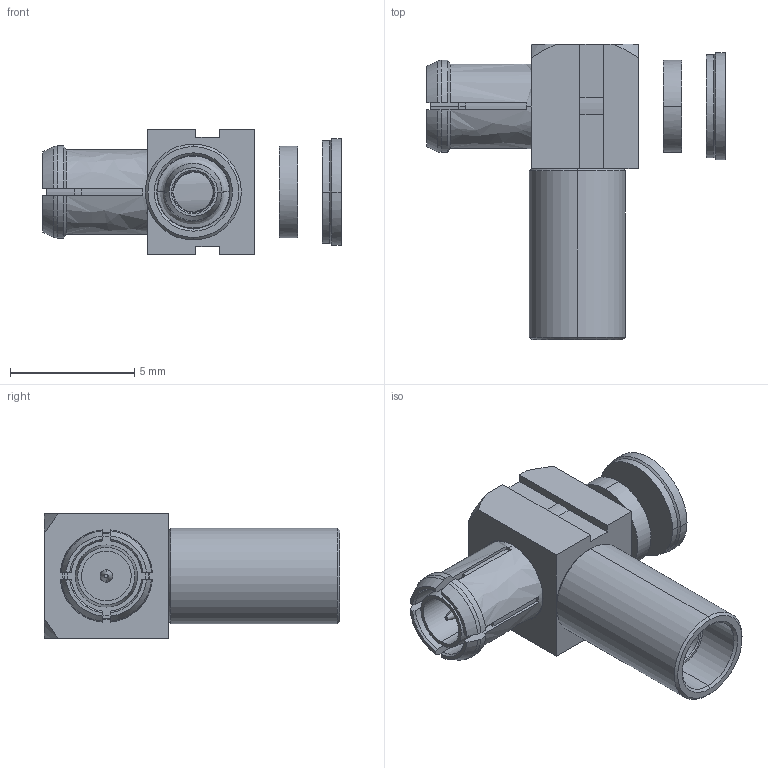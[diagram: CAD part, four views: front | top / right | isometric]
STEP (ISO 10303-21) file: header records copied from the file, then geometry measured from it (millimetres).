
FILE_DESCRIPTION (( 'STEP AP214' ), '1' );
FILE_NAME ('FMCN45885_3D.step', '2023-05-05T21:59:26', ( '' ), ( '' ), 'SwSTEP 2.0', 'SolidWorks 2022', '' );
FILE_SCHEMA (( 'AUTOMOTIVE_DESIGN' ));
Length unit declared in the file: millimetre
Products named in the file (1): FMCN45885_3D
Bounding box: 12.01 x 11.9 x 5 mm (x, y, z)
Volume: 185.1 mm3; surface area: 519 mm2
Topology: 3 solids, 3 shells, 130 faces, 318 edges, 204 vertices
Faces by surface type: bspline 85, plane 45
Entity records: 5047 total; most frequent: CARTESIAN_POINT 2432, ORIENTED_EDGE 636, DIRECTION 372, EDGE_CURVE 318, VERTEX_POINT 204, LINE 148, VECTOR 148, EDGE_LOOP 140
